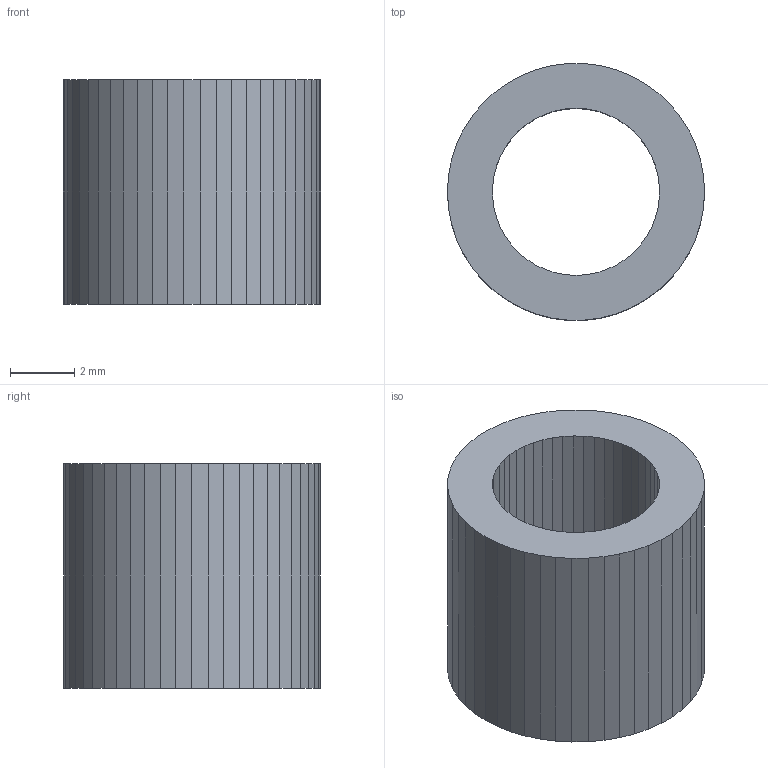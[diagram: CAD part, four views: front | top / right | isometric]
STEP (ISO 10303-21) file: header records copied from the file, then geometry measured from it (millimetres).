
FILE_DESCRIPTION(/* description */ (''),/* implementation_level */ '2;1');
FILE_NAME(/* name */ '32-Wheel_Spacer.stp',/* time_stamp */ '2017-03-23T13:10:30-04:00',/* author */ ('Tiktiki'),/* organization */ (''),/* preprocessor_version */ 'ST-DEVELOPER v16.1',/* originating_system */ 'Autodesk Inventor 2016',/* authorisation */ '');
FILE_SCHEMA (('AUTOMOTIVE_DESIGN { 1 0 10303 214 3 1 1 }'));
Length unit declared in the file: millimetre
Products named in the file (1): 32-Wheel_Spacer
Bounding box: 8 x 7.98 x 7 mm (x, y, z)
Volume: 202.7 mm3; surface area: 348 mm2
Topology: 1 solids, 1 shells, 102 faces, 300 edges, 200 vertices
Faces by surface type: plane 102
Entity records: 3352 total; most frequent: CARTESIAN_POINT 603, ORIENTED_EDGE 600, DIRECTION 506, LINE 300, VECTOR 300, EDGE_CURVE 300, VERTEX_POINT 200, EDGE_LOOP 104
